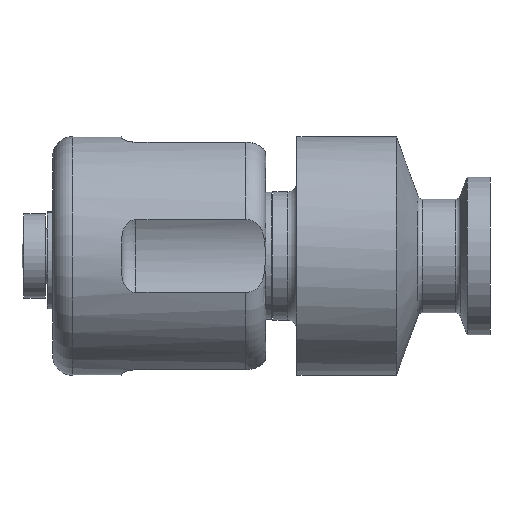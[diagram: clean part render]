
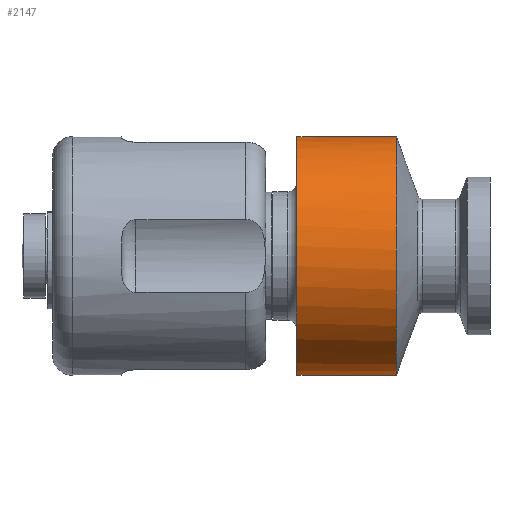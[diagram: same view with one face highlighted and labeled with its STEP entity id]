
A CAD part, front view. The second image highlights one B-rep face of the part: STEP entity #2147.
In plain terms, the highlighted cylindrical face has radius 18.936 mm (diameter 37.871 mm), a partial arc.
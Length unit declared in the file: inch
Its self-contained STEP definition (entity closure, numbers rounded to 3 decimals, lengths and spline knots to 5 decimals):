
#211=CIRCLE('',#2476,0.7455);
#212=CIRCLE('',#2477,0.7455);
#254=CIRCLE('',#2539,0.7455);
#320=CYLINDRICAL_SURFACE('',#2540,0.7455);
#466=FACE_OUTER_BOUND('',#597,.T.);
#597=EDGE_LOOP('',(#1902,#1903,#1904,#1905,#1906));
#699=LINE('',#4232,#801);
#700=LINE('',#4234,#802);
#801=VECTOR('',#3068,0.3937);
#802=VECTOR('',#3069,0.3937);
#968=VERTEX_POINT('',#4203);
#969=VERTEX_POINT('',#4204);
#970=VERTEX_POINT('',#4208);
#978=VERTEX_POINT('',#4231);
#979=VERTEX_POINT('',#4233);
#1257=EDGE_CURVE('',#970,#969,#211,.T.);
#1259=EDGE_CURVE('',#968,#970,#212,.T.);
#1269=EDGE_CURVE('',#969,#978,#699,.T.);
#1270=EDGE_CURVE('',#979,#968,#700,.T.);
#1332=EDGE_CURVE('',#979,#978,#254,.T.);
#1902=ORIENTED_EDGE('',*,*,#1269,.T.);
#1903=ORIENTED_EDGE('',*,*,#1332,.F.);
#1904=ORIENTED_EDGE('',*,*,#1270,.T.);
#1905=ORIENTED_EDGE('',*,*,#1259,.T.);
#1906=ORIENTED_EDGE('',*,*,#1257,.T.);
#2147=ADVANCED_FACE('',(#466),#320,.T.);
#2476=AXIS2_PLACEMENT_3D('',#4209,#3040,#3041);
#2477=AXIS2_PLACEMENT_3D('',#4211,#3043,#3044);
#2539=AXIS2_PLACEMENT_3D('',#4547,#3183,#3184);
#2540=AXIS2_PLACEMENT_3D('',#4548,#3185,#3186);
#3040=DIRECTION('center_axis',(0.,1.,0.));
#3041=DIRECTION('ref_axis',(1.,0.,0.));
#3043=DIRECTION('center_axis',(0.,1.,0.));
#3044=DIRECTION('ref_axis',(1.,0.,0.));
#3068=DIRECTION('',(0.,1.,0.));
#3069=DIRECTION('',(0.,-1.,0.));
#3183=DIRECTION('center_axis',(0.,1.,0.));
#3184=DIRECTION('ref_axis',(1.,0.,0.));
#3185=DIRECTION('center_axis',(0.,1.,0.));
#3186=DIRECTION('ref_axis',(1.,0.,0.));
#4203=CARTESIAN_POINT('',(-0.40599,0.585,0.62526));
#4204=CARTESIAN_POINT('',(-0.40599,0.585,-0.62526));
#4208=CARTESIAN_POINT('',(0.,0.585,-0.7455));
#4209=CARTESIAN_POINT('Origin',(0.,0.585,0.));
#4211=CARTESIAN_POINT('Origin',(0.,0.585,0.));
#4231=CARTESIAN_POINT('',(-0.40599,1.205,-0.62526));
#4232=CARTESIAN_POINT('',(-0.40599,0.895,-0.62526));
#4233=CARTESIAN_POINT('',(-0.40599,1.205,0.62526));
#4234=CARTESIAN_POINT('',(-0.40599,0.895,0.62526));
#4547=CARTESIAN_POINT('Origin',(0.,1.205,0.));
#4548=CARTESIAN_POINT('Origin',(0.,0.895,0.));
